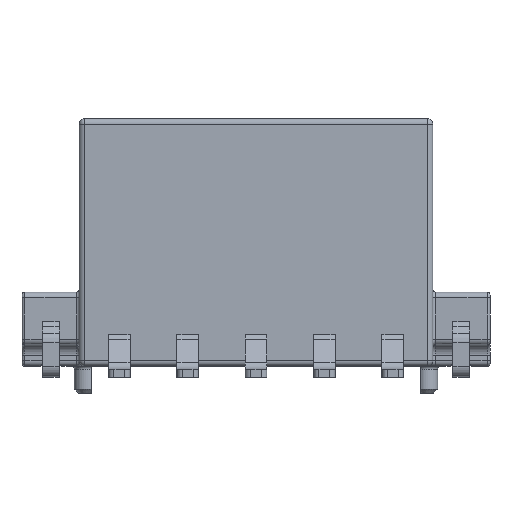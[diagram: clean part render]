
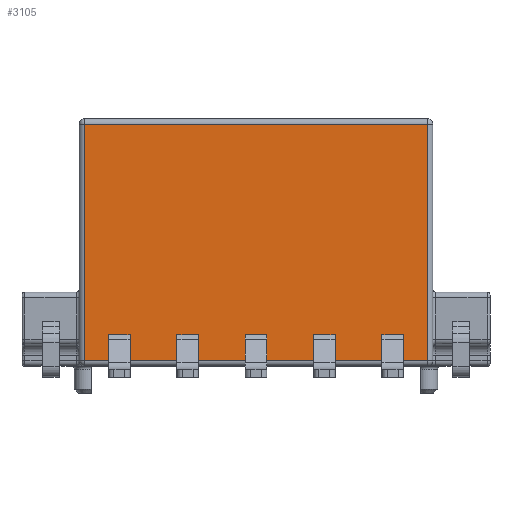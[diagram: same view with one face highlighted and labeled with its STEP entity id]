
A CAD part, front view. The second image highlights one B-rep face of the part: STEP entity #3105.
In plain terms, the highlighted planar face has unit normal (0, -1, 0).
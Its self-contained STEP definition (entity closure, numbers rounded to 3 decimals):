
#2892=FACE_BOUND('',#4204,.T.);
#2893=FACE_BOUND('',#4205,.T.);
#2894=FACE_BOUND('',#4206,.T.);
#2895=FACE_BOUND('',#4207,.T.);
#2896=FACE_BOUND('',#4208,.T.);
#2897=FACE_BOUND('',#4209,.T.);
#3105=ADVANCED_FACE('',(#2892,#2893,#2894,#2895,#2896,#2897),#3554,.T.);
#3554=PLANE('',#11710);
#4204=EDGE_LOOP('',(#4774,#4775,#4776,#4777));
#4205=EDGE_LOOP('',(#4778,#4779,#4780,#4781));
#4206=EDGE_LOOP('',(#4782,#4783,#4784,#4785));
#4207=EDGE_LOOP('',(#4786,#4787,#4788,#4789));
#4208=EDGE_LOOP('',(#4790,#4791,#4792,#4793));
#4209=EDGE_LOOP('',(#4794,#4795,#4796,#4797));
#4774=ORIENTED_EDGE('',*,*,#7789,.T.);
#4775=ORIENTED_EDGE('',*,*,#7790,.T.);
#4776=ORIENTED_EDGE('',*,*,#7791,.T.);
#4777=ORIENTED_EDGE('',*,*,#7792,.T.);
#4778=ORIENTED_EDGE('',*,*,#7793,.F.);
#4779=ORIENTED_EDGE('',*,*,#7794,.F.);
#4780=ORIENTED_EDGE('',*,*,#7795,.T.);
#4781=ORIENTED_EDGE('',*,*,#7796,.F.);
#4782=ORIENTED_EDGE('',*,*,#7797,.F.);
#4783=ORIENTED_EDGE('',*,*,#7798,.F.);
#4784=ORIENTED_EDGE('',*,*,#7799,.T.);
#4785=ORIENTED_EDGE('',*,*,#7800,.F.);
#4786=ORIENTED_EDGE('',*,*,#7801,.F.);
#4787=ORIENTED_EDGE('',*,*,#7802,.F.);
#4788=ORIENTED_EDGE('',*,*,#7803,.T.);
#4789=ORIENTED_EDGE('',*,*,#7804,.F.);
#4790=ORIENTED_EDGE('',*,*,#7805,.F.);
#4791=ORIENTED_EDGE('',*,*,#7806,.F.);
#4792=ORIENTED_EDGE('',*,*,#7807,.T.);
#4793=ORIENTED_EDGE('',*,*,#7808,.F.);
#4794=ORIENTED_EDGE('',*,*,#7809,.F.);
#4795=ORIENTED_EDGE('',*,*,#7810,.F.);
#4796=ORIENTED_EDGE('',*,*,#7811,.T.);
#4797=ORIENTED_EDGE('',*,*,#7812,.F.);
#7070=VERTEX_POINT('',#15335);
#7071=VERTEX_POINT('',#15336);
#7072=VERTEX_POINT('',#15338);
#7073=VERTEX_POINT('',#15340);
#7074=VERTEX_POINT('',#15343);
#7075=VERTEX_POINT('',#15344);
#7076=VERTEX_POINT('',#15346);
#7077=VERTEX_POINT('',#15348);
#7078=VERTEX_POINT('',#15351);
#7079=VERTEX_POINT('',#15352);
#7080=VERTEX_POINT('',#15354);
#7081=VERTEX_POINT('',#15356);
#7082=VERTEX_POINT('',#15359);
#7083=VERTEX_POINT('',#15360);
#7084=VERTEX_POINT('',#15362);
#7085=VERTEX_POINT('',#15364);
#7086=VERTEX_POINT('',#15367);
#7087=VERTEX_POINT('',#15368);
#7088=VERTEX_POINT('',#15370);
#7089=VERTEX_POINT('',#15372);
#7090=VERTEX_POINT('',#15375);
#7091=VERTEX_POINT('',#15376);
#7092=VERTEX_POINT('',#15378);
#7093=VERTEX_POINT('',#15380);
#7789=EDGE_CURVE('',#7070,#7071,#9600,.T.);
#7790=EDGE_CURVE('',#7071,#7072,#9601,.T.);
#7791=EDGE_CURVE('',#7072,#7073,#9602,.T.);
#7792=EDGE_CURVE('',#7073,#7070,#9603,.T.);
#7793=EDGE_CURVE('',#7074,#7075,#9604,.T.);
#7794=EDGE_CURVE('',#7076,#7074,#9605,.T.);
#7795=EDGE_CURVE('',#7076,#7077,#9606,.T.);
#7796=EDGE_CURVE('',#7075,#7077,#9607,.T.);
#7797=EDGE_CURVE('',#7078,#7079,#9608,.T.);
#7798=EDGE_CURVE('',#7080,#7078,#9609,.T.);
#7799=EDGE_CURVE('',#7080,#7081,#9610,.T.);
#7800=EDGE_CURVE('',#7079,#7081,#9611,.T.);
#7801=EDGE_CURVE('',#7082,#7083,#9612,.T.);
#7802=EDGE_CURVE('',#7084,#7082,#9613,.T.);
#7803=EDGE_CURVE('',#7084,#7085,#9614,.T.);
#7804=EDGE_CURVE('',#7083,#7085,#9615,.T.);
#7805=EDGE_CURVE('',#7086,#7087,#9616,.T.);
#7806=EDGE_CURVE('',#7088,#7086,#9617,.T.);
#7807=EDGE_CURVE('',#7088,#7089,#9618,.T.);
#7808=EDGE_CURVE('',#7087,#7089,#9619,.T.);
#7809=EDGE_CURVE('',#7090,#7091,#9620,.T.);
#7810=EDGE_CURVE('',#7092,#7090,#9621,.T.);
#7811=EDGE_CURVE('',#7092,#7093,#9622,.T.);
#7812=EDGE_CURVE('',#7091,#7093,#9623,.T.);
#9600=LINE('',#15334,#10328);
#9601=LINE('',#15337,#10329);
#9602=LINE('',#15339,#10330);
#9603=LINE('',#15341,#10331);
#9604=LINE('',#15342,#10332);
#9605=LINE('',#15345,#10333);
#9606=LINE('',#15347,#10334);
#9607=LINE('',#15349,#10335);
#9608=LINE('',#15350,#10336);
#9609=LINE('',#15353,#10337);
#9610=LINE('',#15355,#10338);
#9611=LINE('',#15357,#10339);
#9612=LINE('',#15358,#10340);
#9613=LINE('',#15361,#10341);
#9614=LINE('',#15363,#10342);
#9615=LINE('',#15365,#10343);
#9616=LINE('',#15366,#10344);
#9617=LINE('',#15369,#10345);
#9618=LINE('',#15371,#10346);
#9619=LINE('',#15373,#10347);
#9620=LINE('',#15374,#10348);
#9621=LINE('',#15377,#10349);
#9622=LINE('',#15379,#10350);
#9623=LINE('',#15381,#10351);
#10328=VECTOR('',#12770,1.);
#10329=VECTOR('',#12771,1.);
#10330=VECTOR('',#12772,1.);
#10331=VECTOR('',#12773,1.);
#10332=VECTOR('',#12774,1.);
#10333=VECTOR('',#12775,1.);
#10334=VECTOR('',#12776,1.);
#10335=VECTOR('',#12777,1.);
#10336=VECTOR('',#12778,1.);
#10337=VECTOR('',#12779,1.);
#10338=VECTOR('',#12780,1.);
#10339=VECTOR('',#12781,1.);
#10340=VECTOR('',#12782,1.);
#10341=VECTOR('',#12783,1.);
#10342=VECTOR('',#12784,1.);
#10343=VECTOR('',#12785,1.);
#10344=VECTOR('',#12786,1.);
#10345=VECTOR('',#12787,1.);
#10346=VECTOR('',#12788,1.);
#10347=VECTOR('',#12789,1.);
#10348=VECTOR('',#12790,1.);
#10349=VECTOR('',#12791,1.);
#10350=VECTOR('',#12792,1.);
#10351=VECTOR('',#12793,1.);
#11710=AXIS2_PLACEMENT_3D('',#15382,#12794,#12795);
#12770=DIRECTION('',(0.,0.,-1.));
#12771=DIRECTION('',(1.,0.,0.));
#12772=DIRECTION('',(0.,0.,1.));
#12773=DIRECTION('',(-1.,0.,0.));
#12774=DIRECTION('',(0.,0.,1.));
#12775=DIRECTION('',(1.,0.,0.));
#12776=DIRECTION('',(0.,0.,1.));
#12777=DIRECTION('',(-1.,0.,0.));
#12778=DIRECTION('',(0.,0.,1.));
#12779=DIRECTION('',(1.,0.,0.));
#12780=DIRECTION('',(0.,0.,1.));
#12781=DIRECTION('',(-1.,0.,0.));
#12782=DIRECTION('',(0.,0.,1.));
#12783=DIRECTION('',(1.,0.,0.));
#12784=DIRECTION('',(0.,0.,1.));
#12785=DIRECTION('',(-1.,0.,0.));
#12786=DIRECTION('',(0.,0.,1.));
#12787=DIRECTION('',(1.,0.,0.));
#12788=DIRECTION('',(0.,0.,1.));
#12789=DIRECTION('',(-1.,0.,0.));
#12790=DIRECTION('',(0.,0.,1.));
#12791=DIRECTION('',(1.,0.,0.));
#12792=DIRECTION('',(0.,0.,1.));
#12793=DIRECTION('',(-1.,0.,0.));
#12794=DIRECTION('',(0.,-1.,0.));
#12795=DIRECTION('',(0.,0.,-1.));
#15334=CARTESIAN_POINT('',(-1.29,-2.45,0.));
#15335=CARTESIAN_POINT('',(-1.29,-2.45,9.));
#15336=CARTESIAN_POINT('',(-1.29,-2.45,0.2));
#15337=CARTESIAN_POINT('',(-1.49,-2.45,0.2));
#15338=CARTESIAN_POINT('',(11.45,-2.45,0.2));
#15339=CARTESIAN_POINT('',(11.45,-2.45,9.2));
#15340=CARTESIAN_POINT('',(11.45,-2.45,9.));
#15341=CARTESIAN_POINT('',(-1.49,-2.45,9.));
#15342=CARTESIAN_POINT('',(0.4,-2.45,9.2));
#15343=CARTESIAN_POINT('',(0.4,-2.45,0.647));
#15344=CARTESIAN_POINT('',(0.4,-2.45,1.181));
#15345=CARTESIAN_POINT('',(-1.27,-2.45,0.647));
#15346=CARTESIAN_POINT('',(-0.4,-2.45,0.647));
#15347=CARTESIAN_POINT('',(-0.4,-2.45,9.2));
#15348=CARTESIAN_POINT('',(-0.4,-2.45,1.181));
#15349=CARTESIAN_POINT('',(0.4,-2.45,1.181));
#15350=CARTESIAN_POINT('',(8.02,-2.45,9.2));
#15351=CARTESIAN_POINT('',(8.02,-2.45,0.647));
#15352=CARTESIAN_POINT('',(8.02,-2.45,1.181));
#15353=CARTESIAN_POINT('',(6.35,-2.45,0.647));
#15354=CARTESIAN_POINT('',(7.22,-2.45,0.647));
#15355=CARTESIAN_POINT('',(7.22,-2.45,9.2));
#15356=CARTESIAN_POINT('',(7.22,-2.45,1.181));
#15357=CARTESIAN_POINT('',(8.02,-2.45,1.181));
#15358=CARTESIAN_POINT('',(2.94,-2.45,9.2));
#15359=CARTESIAN_POINT('',(2.94,-2.45,0.647));
#15360=CARTESIAN_POINT('',(2.94,-2.45,1.181));
#15361=CARTESIAN_POINT('',(1.27,-2.45,0.647));
#15362=CARTESIAN_POINT('',(2.14,-2.45,0.647));
#15363=CARTESIAN_POINT('',(2.14,-2.45,9.2));
#15364=CARTESIAN_POINT('',(2.14,-2.45,1.181));
#15365=CARTESIAN_POINT('',(2.94,-2.45,1.181));
#15366=CARTESIAN_POINT('',(5.48,-2.45,9.2));
#15367=CARTESIAN_POINT('',(5.48,-2.45,0.647));
#15368=CARTESIAN_POINT('',(5.48,-2.45,1.181));
#15369=CARTESIAN_POINT('',(3.81,-2.45,0.647));
#15370=CARTESIAN_POINT('',(4.68,-2.45,0.647));
#15371=CARTESIAN_POINT('',(4.68,-2.45,9.2));
#15372=CARTESIAN_POINT('',(4.68,-2.45,1.181));
#15373=CARTESIAN_POINT('',(5.48,-2.45,1.181));
#15374=CARTESIAN_POINT('',(10.56,-2.45,9.2));
#15375=CARTESIAN_POINT('',(10.56,-2.45,0.647));
#15376=CARTESIAN_POINT('',(10.56,-2.45,1.181));
#15377=CARTESIAN_POINT('',(8.89,-2.45,0.647));
#15378=CARTESIAN_POINT('',(9.76,-2.45,0.647));
#15379=CARTESIAN_POINT('',(9.76,-2.45,9.2));
#15380=CARTESIAN_POINT('',(9.76,-2.45,1.181));
#15381=CARTESIAN_POINT('',(10.56,-2.45,1.181));
#15382=CARTESIAN_POINT('',(-1.49,-2.45,9.2));
